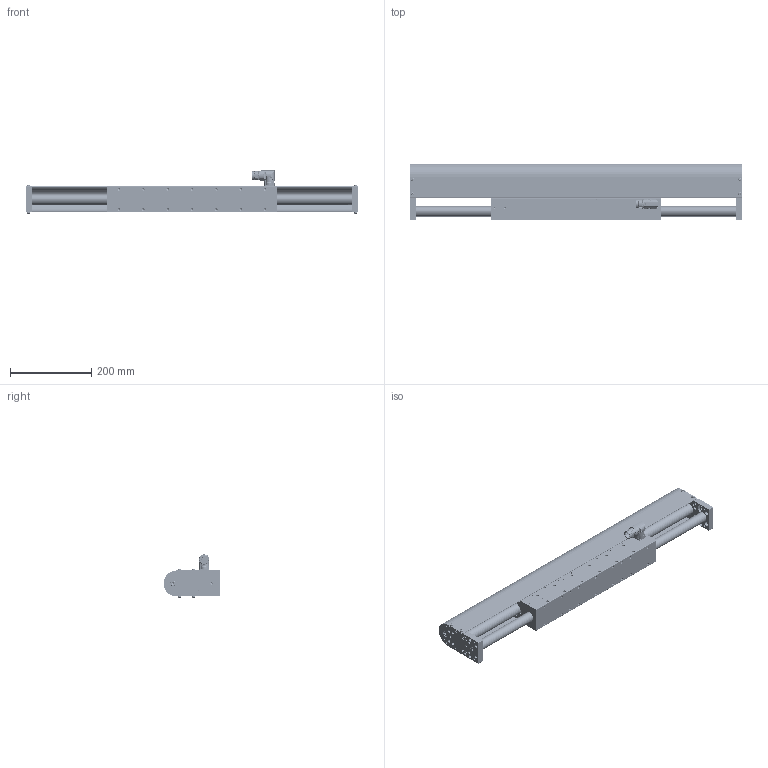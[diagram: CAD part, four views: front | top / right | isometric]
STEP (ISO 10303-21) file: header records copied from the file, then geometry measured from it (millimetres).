
FILE_DESCRIPTION (( 'STEP AP214' ), '1' );
FILE_NAME ('0186-2556_260311_DM01-48x360F-HP-C-365_CS01_BE03.STEP', '2026-03-11T10:36:36', ( '' ), ( '' ), 'SwSTEP 2.0', 'SolidWorks 2026', '' );
FILE_SCHEMA (( 'AUTOMOTIVE_DESIGN' ));
Length unit declared in the file: millimetre
Products named in the file (20): 0230-0291_Tellerfeder _25x10,2x1; 0180-1842_DM01k-48-H; 0230-1087_Gew.-Stift_I-6kt_K-k_M10x6_INOX_A2; 0186-2543_DM01-S48x360F-HP-C; 0180-1301_DL01k-25-15.6x...-M18x1.5_DL01k-25-15,6x792-M18x1.5; 0230-0653_Zyl.-Schr._I-6kt_n-K_M10x25_8.8_v-b; 0180-1550_PL01k-EV28-HP-SF_PL10k-EV28-HP; 0180-4215_PL01k-R28_PL01k-R28x800; 0180-1298_DM01k-48; 0180-1381_DL01h-25-15.6x...-M18!M8_DL01h-25-15.6x792-M18!M8; 0180-0058_PL01k-ES28; 0150-2947_Ne-Sch.Magnet_26,9x22_N-42SH_D28-HP_Neodym Scheibenmagnet 26,9x22 N-42SH; 0186-2556_260311_DM01-48x360F-HP-C-365_CS01_BE03; 0180-1300_D01k-48x...-AD_D01k-48x817-AD; 0180-1302_GE-M18x1.5!M8; 0230-0488_Zyl.-Schr._I-6kt_M8x25_8.8_v-b; 0180-3152_PL01k-EH28-LG _1-4404; 0230-0365_Lins.-Schr_I-6rd_M4x8_8.8_v-b; Verguss_28SF_W01_GL; 0150-4083_PL01-28x800!750-HP-SF_PL01-28x800!750-HP-SF
Assembly tree (80 placements, depth 3):
  0186-2556_260311_DM01-48x360F-HP-C-365_CS01_BE03
    0186-2543_DM01-S48x360F-HP-C
    0150-4083_PL01-28x800!750-HP-SF_PL01-28x800!750-HP-SF
      0180-3152_PL01k-EH28-LG _1-4404
      0180-4215_PL01k-R28_PL01k-R28x800
      0180-0058_PL01k-ES28  x26
      0150-2947_Ne-Sch.Magnet_26,9x22_N-42SH_D28-HP_Neodym Scheibenmagnet 26,9x22 N-42SH  x25
      0180-1550_PL01k-EV28-HP-SF_PL10k-EV28-HP
      0230-0291_Tellerfeder _25x10,2x1
      0230-1087_Gew.-Stift_I-6kt_K-k_M10x6_INOX_A2
      Verguss_28SF_W01_GL
    0180-1381_DL01h-25-15.6x...-M18!M8_DL01h-25-15.6x792-M18!M8  x2
      0180-1301_DL01k-25-15.6x...-M18x1.5_DL01k-25-15,6x792-M18x1.5
      0180-1302_GE-M18x1.5!M8
    0180-1298_DM01k-48
    0180-1842_DM01k-48-H
    0230-0488_Zyl.-Schr._I-6kt_M8x25_8.8_v-b  x4
    0230-0653_Zyl.-Schr._I-6kt_n-K_M10x25_8.8_v-b
    0180-1300_D01k-48x...-AD_D01k-48x817-AD
    0230-0365_Lins.-Schr_I-6rd_M4x8_8.8_v-b  x8
Bounding box: 818 x 140 x 106.72 mm (x, y, z)
Volume: 4043749.5 mm3; surface area: 1380485.5 mm2
Topology: 108 solids, 192 shells, 4643 faces, 11137 edges, 6845 vertices
Faces by surface type: plane 1560, cylinder 1314, cone 1140, bspline 406, torus 207, sphere 16
Full cylindrical faces by diameter (mm): 1 x10, 1.2 x5, 1.5 x5, 1.8 x5, 2 x8, 2.05 x4, 2.5 x4, 2.501 x48, 2.6 x4, 2.7 x4, 2.8 x5, 2.9 x4, 3 x27, 3.3 x10, 4 x82, 4.2 x2, 4.5 x8, 4.8 x8, 5 x130, 6 x55, 6.6 x16, 6.8 x30, 8 x75, 8.4 x8, 8.5 x2, 9 x4, 10 x18, 10.5 x9, 11 x4, 13 x4
Entity records: 168987 total; most frequent: CARTESIAN_POINT 62875, ORIENTED_EDGE 14786, DIRECTION 14456, EDGE_CURVE 7393, AXIS2_PLACEMENT_3D 5700, VERTEX_POINT 5140, EDGE_LOOP 4889, FACE_OUTER_BOUND 3985
